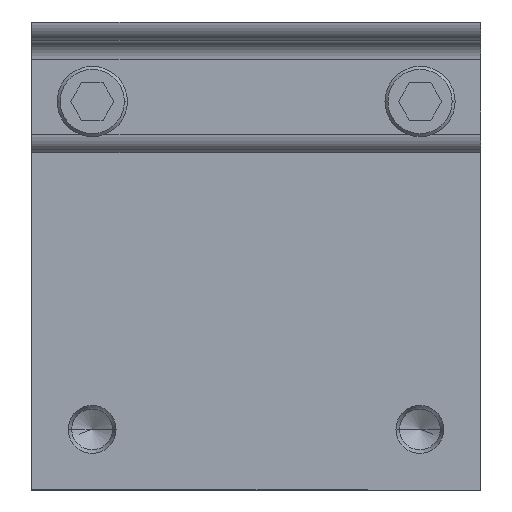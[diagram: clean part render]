
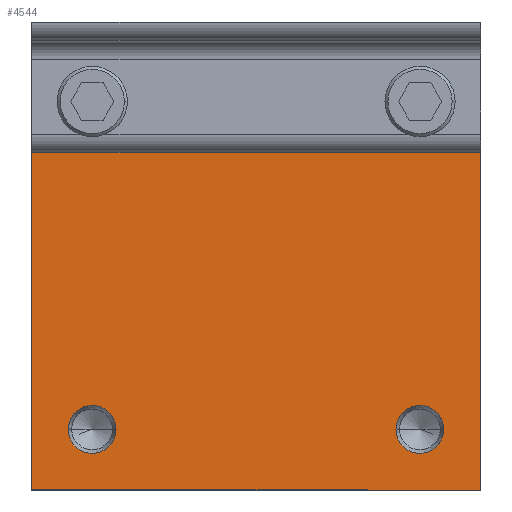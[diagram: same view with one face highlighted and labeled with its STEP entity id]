
A CAD part, front view. The second image highlights one B-rep face of the part: STEP entity #4544.
In plain terms, the highlighted face is planar.
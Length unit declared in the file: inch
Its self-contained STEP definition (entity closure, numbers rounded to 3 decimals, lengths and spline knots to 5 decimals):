
#100 = AXIS2_PLACEMENT_3D ( 'NONE', #3473, #10284, #9614 ) ;
#211 = CARTESIAN_POINT ( 'NONE',  ( 1.5, 1.5, 0. ) ) ;
#246 = VECTOR ( 'NONE', #7283, 39.37008 ) ;
#284 = CIRCLE ( 'NONE', #3517, 0.16 ) ;
#503 = CIRCLE ( 'NONE', #4662, 0.16 ) ;
#618 = AXIS2_PLACEMENT_3D ( 'NONE', #10669, #3801, #4765 ) ;
#895 = DIRECTION ( 'NONE',  ( -1., 0., 0. ) ) ;
#970 = CARTESIAN_POINT ( 'NONE',  ( -1.255, -1.095, 0. ) ) ;
#1022 = EDGE_CURVE ( 'NONE', #7750, #9144, #7399, .T. ) ;
#1170 = CIRCLE ( 'NONE', #618, 0.16 ) ;
#1222 = DIRECTION ( 'NONE',  ( 0., 0., -1. ) ) ;
#1290 = ORIENTED_EDGE ( 'NONE', *, *, #6506, .F. ) ;
#1333 = CARTESIAN_POINT ( 'NONE',  ( 1.5, -1.5, 0. ) ) ;
#1546 = EDGE_CURVE ( 'NONE', #3547, #5893, #1170, .T. ) ;
#1645 = ORIENTED_EDGE ( 'NONE', *, *, #7445, .F. ) ;
#1740 = FACE_OUTER_BOUND ( 'NONE', #3682, .T. ) ;
#1817 = VERTEX_POINT ( 'NONE', #5952 ) ;
#1847 = EDGE_CURVE ( 'NONE', #5412, #5799, #6419, .T. ) ;
#1889 = VERTEX_POINT ( 'NONE', #8686 ) ;
#1938 = LINE ( 'NONE', #7981, #7890 ) ;
#1997 = CARTESIAN_POINT ( 'NONE',  ( -1.095, 1.095, 0. ) ) ;
#2054 = CARTESIAN_POINT ( 'NONE',  ( 1.095, 1.095, 0. ) ) ;
#2122 = VERTEX_POINT ( 'NONE', #2350 ) ;
#2350 = CARTESIAN_POINT ( 'NONE',  ( 1.255, 1.095, 0. ) ) ;
#2354 = EDGE_CURVE ( 'NONE', #5893, #3547, #503, .T. ) ;
#2394 = EDGE_LOOP ( 'NONE', ( #4235, #4717 ) ) ;
#2789 = EDGE_LOOP ( 'NONE', ( #10912, #10052 ) ) ;
#2850 = DIRECTION ( 'NONE',  ( -1., 0., 0. ) ) ;
#2858 = CARTESIAN_POINT ( 'NONE',  ( 1.095, 1.095, 0. ) ) ;
#3017 = DIRECTION ( 'NONE',  ( -1., 0., 0. ) ) ;
#3025 = DIRECTION ( 'NONE',  ( 0., 0., -1. ) ) ;
#3074 = VERTEX_POINT ( 'NONE', #6113 ) ;
#3120 = DIRECTION ( 'NONE',  ( 0., 1., 0. ) ) ;
#3441 = CARTESIAN_POINT ( 'NONE',  ( -1.5, 1.5, 0. ) ) ;
#3444 = DIRECTION ( 'NONE',  ( -1., 0., 0. ) ) ;
#3473 = CARTESIAN_POINT ( 'NONE',  ( -1.095, -1.095, 0. ) ) ;
#3517 = AXIS2_PLACEMENT_3D ( 'NONE', #2054, #1222, #3017 ) ;
#3547 = VERTEX_POINT ( 'NONE', #6715 ) ;
#3682 = EDGE_LOOP ( 'NONE', ( #9350, #4275, #1290, #6856 ) ) ;
#3706 = CARTESIAN_POINT ( 'NONE',  ( -1.5, -1.5, 0. ) ) ;
#3725 = DIRECTION ( 'NONE',  ( 0., 0., -1. ) ) ;
#3801 = DIRECTION ( 'NONE',  ( 0., 0., -1. ) ) ;
#4009 = VECTOR ( 'NONE', #3120, 39.37008 ) ;
#4043 = AXIS2_PLACEMENT_3D ( 'NONE', #4243, #10480, #3444 ) ;
#4096 = VERTEX_POINT ( 'NONE', #6987 ) ;
#4235 = ORIENTED_EDGE ( 'NONE', *, *, #10486, .F. ) ;
#4243 = CARTESIAN_POINT ( 'NONE',  ( -1.095, -1.095, 0. ) ) ;
#4275 = ORIENTED_EDGE ( 'NONE', *, *, #6345, .F. ) ;
#4505 = DIRECTION ( 'NONE',  ( 0., 0., -1. ) ) ;
#4544 = ADVANCED_FACE ( 'NONE', ( #7830, #9411, #5148, #10363, #1740 ), #5093, .F. ) ;
#4662 = AXIS2_PLACEMENT_3D ( 'NONE', #1997, #4505, #2850 ) ;
#4717 = ORIENTED_EDGE ( 'NONE', *, *, #1847, .F. ) ;
#4727 = LINE ( 'NONE', #8367, #4009 ) ;
#4765 = DIRECTION ( 'NONE',  ( -1., 0., 0. ) ) ;
#4798 = ORIENTED_EDGE ( 'NONE', *, *, #8959, .F. ) ;
#4933 = AXIS2_PLACEMENT_3D ( 'NONE', #7361, #3725, #5377 ) ;
#5093 = PLANE ( 'NONE',  #5616 ) ;
#5148 = FACE_BOUND ( 'NONE', #5192, .T. ) ;
#5187 = LINE ( 'NONE', #8663, #5481 ) ;
#5192 = EDGE_LOOP ( 'NONE', ( #1645, #7685 ) ) ;
#5271 = AXIS2_PLACEMENT_3D ( 'NONE', #7416, #7581, #10860 ) ;
#5323 = CARTESIAN_POINT ( 'NONE',  ( -1.255, 1.095, 0. ) ) ;
#5377 = DIRECTION ( 'NONE',  ( -1., 0., 0. ) ) ;
#5412 = VERTEX_POINT ( 'NONE', #7901 ) ;
#5481 = VECTOR ( 'NONE', #895, 39.37008 ) ;
#5535 = DIRECTION ( 'NONE',  ( -1., 0., 0. ) ) ;
#5616 = AXIS2_PLACEMENT_3D ( 'NONE', #3441, #6122, #9583 ) ;
#5799 = VERTEX_POINT ( 'NONE', #970 ) ;
#5893 = VERTEX_POINT ( 'NONE', #5323 ) ;
#5952 = CARTESIAN_POINT ( 'NONE',  ( 0.935, 1.095, 0. ) ) ;
#6113 = CARTESIAN_POINT ( 'NONE',  ( 1.255, -1.095, 0. ) ) ;
#6122 = DIRECTION ( 'NONE',  ( 0., 0., 1. ) ) ;
#6345 = EDGE_CURVE ( 'NONE', #10646, #4096, #5187, .T. ) ;
#6419 = CIRCLE ( 'NONE', #4043, 0.16 ) ;
#6488 = CIRCLE ( 'NONE', #7563, 0.16 ) ;
#6506 = EDGE_CURVE ( 'NONE', #9144, #10646, #4727, .T. ) ;
#6683 = EDGE_LOOP ( 'NONE', ( #10347, #4798 ) ) ;
#6715 = CARTESIAN_POINT ( 'NONE',  ( -0.935, 1.095, 0. ) ) ;
#6856 = ORIENTED_EDGE ( 'NONE', *, *, #1022, .F. ) ;
#6987 = CARTESIAN_POINT ( 'NONE',  ( -1.5, 1.5, 0. ) ) ;
#7180 = DIRECTION ( 'NONE',  ( 0., -1., 0. ) ) ;
#7283 = DIRECTION ( 'NONE',  ( 1., 0., 0. ) ) ;
#7319 = EDGE_CURVE ( 'NONE', #3074, #1889, #7489, .T. ) ;
#7361 = CARTESIAN_POINT ( 'NONE',  ( 1.095, -1.095, 0. ) ) ;
#7399 = LINE ( 'NONE', #3706, #246 ) ;
#7416 = CARTESIAN_POINT ( 'NONE',  ( 1.095, -1.095, 0. ) ) ;
#7445 = EDGE_CURVE ( 'NONE', #1889, #3074, #7823, .T. ) ;
#7489 = CIRCLE ( 'NONE', #4933, 0.16 ) ;
#7563 = AXIS2_PLACEMENT_3D ( 'NONE', #2858, #3025, #5535 ) ;
#7581 = DIRECTION ( 'NONE',  ( 0., 0., -1. ) ) ;
#7685 = ORIENTED_EDGE ( 'NONE', *, *, #7319, .F. ) ;
#7750 = VERTEX_POINT ( 'NONE', #8105 ) ;
#7823 = CIRCLE ( 'NONE', #5271, 0.16 ) ;
#7830 = FACE_BOUND ( 'NONE', #2394, .T. ) ;
#7890 = VECTOR ( 'NONE', #7180, 39.37008 ) ;
#7901 = CARTESIAN_POINT ( 'NONE',  ( -0.935, -1.095, 0. ) ) ;
#7981 = CARTESIAN_POINT ( 'NONE',  ( -1.5, 1.5, 0. ) ) ;
#8105 = CARTESIAN_POINT ( 'NONE',  ( -1.5, -1.5, 0. ) ) ;
#8367 = CARTESIAN_POINT ( 'NONE',  ( 1.5, 1.5, 0. ) ) ;
#8663 = CARTESIAN_POINT ( 'NONE',  ( -1.5, 1.5, 0. ) ) ;
#8686 = CARTESIAN_POINT ( 'NONE',  ( 0.935, -1.095, 0. ) ) ;
#8959 = EDGE_CURVE ( 'NONE', #2122, #1817, #6488, .T. ) ;
#8979 = CIRCLE ( 'NONE', #100, 0.16 ) ;
#9144 = VERTEX_POINT ( 'NONE', #1333 ) ;
#9350 = ORIENTED_EDGE ( 'NONE', *, *, #10643, .F. ) ;
#9411 = FACE_BOUND ( 'NONE', #2789, .T. ) ;
#9583 = DIRECTION ( 'NONE',  ( 1., 0., 0. ) ) ;
#9614 = DIRECTION ( 'NONE',  ( -1., 0., 0. ) ) ;
#10052 = ORIENTED_EDGE ( 'NONE', *, *, #1546, .F. ) ;
#10284 = DIRECTION ( 'NONE',  ( 0., 0., -1. ) ) ;
#10347 = ORIENTED_EDGE ( 'NONE', *, *, #10561, .F. ) ;
#10363 = FACE_BOUND ( 'NONE', #6683, .T. ) ;
#10480 = DIRECTION ( 'NONE',  ( 0., 0., -1. ) ) ;
#10486 = EDGE_CURVE ( 'NONE', #5799, #5412, #8979, .T. ) ;
#10561 = EDGE_CURVE ( 'NONE', #1817, #2122, #284, .T. ) ;
#10643 = EDGE_CURVE ( 'NONE', #4096, #7750, #1938, .T. ) ;
#10646 = VERTEX_POINT ( 'NONE', #211 ) ;
#10669 = CARTESIAN_POINT ( 'NONE',  ( -1.095, 1.095, 0. ) ) ;
#10860 = DIRECTION ( 'NONE',  ( -1., 0., 0. ) ) ;
#10912 = ORIENTED_EDGE ( 'NONE', *, *, #2354, .F. ) ;
